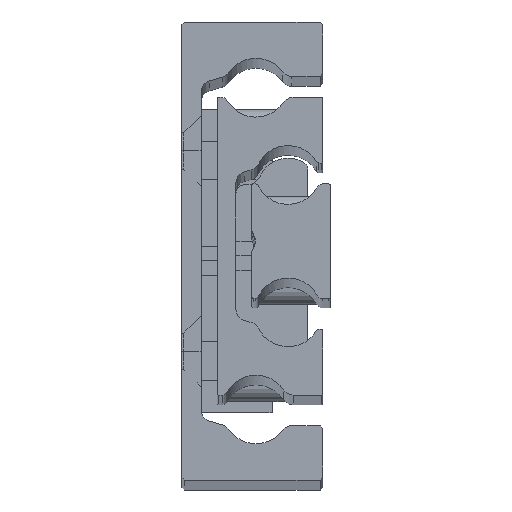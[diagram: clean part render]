
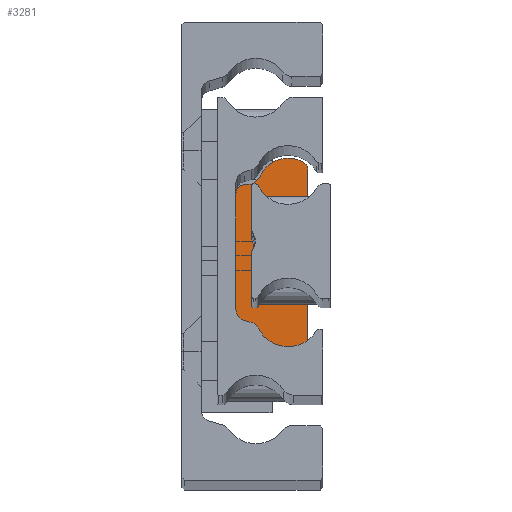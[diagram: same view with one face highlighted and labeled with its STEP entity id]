
A CAD part, top view. The second image highlights one B-rep face of the part: STEP entity #3281.
In plain terms, the highlighted planar face has unit normal (0, 0, 1).
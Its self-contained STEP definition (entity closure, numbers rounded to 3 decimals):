
#39 = ORIENTED_EDGE ( 'NONE', *, *, #1414, .T. ) ;
#166 = EDGE_CURVE ( 'NONE', #3233, #4306, #7894, .T. ) ;
#244 = CARTESIAN_POINT ( 'NONE',  ( 16.149, -0.442, 7.5 ) ) ;
#274 = CIRCLE ( 'NONE', #5583, 1. ) ;
#353 = ORIENTED_EDGE ( 'NONE', *, *, #1663, .T. ) ;
#397 = AXIS2_PLACEMENT_3D ( 'NONE', #4523, #3909, #824 ) ;
#551 = VERTEX_POINT ( 'NONE', #4758 ) ;
#652 = DIRECTION ( 'NONE',  ( 0., 0., 1. ) ) ;
#700 = DIRECTION ( 'NONE',  ( 0., 0., 1. ) ) ;
#721 = CARTESIAN_POINT ( 'NONE',  ( 13.89, -8.249, 7.5 ) ) ;
#762 = ORIENTED_EDGE ( 'NONE', *, *, #6386, .T. ) ;
#787 = VERTEX_POINT ( 'NONE', #1530 ) ;
#824 = DIRECTION ( 'NONE',  ( 1., 0., 0. ) ) ;
#917 = CIRCLE ( 'NONE', #3910, 1.5 ) ;
#952 = AXIS2_PLACEMENT_3D ( 'NONE', #7349, #3142, #4282 ) ;
#980 = ORIENTED_EDGE ( 'NONE', *, *, #3556, .F. ) ;
#1072 = CIRCLE ( 'NONE', #5843, 5.3 ) ;
#1094 = DIRECTION ( 'NONE',  ( 0., 0., 1. ) ) ;
#1364 = DIRECTION ( 'NONE',  ( -1., 0., 0. ) ) ;
#1397 = DIRECTION ( 'NONE',  ( -1., 0., 0. ) ) ;
#1414 = EDGE_CURVE ( 'NONE', #6870, #787, #1072, .T. ) ;
#1530 = CARTESIAN_POINT ( 'NONE',  ( -13.89, -8.249, 7.5 ) ) ;
#1544 = FACE_OUTER_BOUND ( 'NONE', #6016, .T. ) ;
#1578 = VERTEX_POINT ( 'NONE', #244 ) ;
#1595 = DIRECTION ( 'NONE',  ( -1., 0., 0. ) ) ;
#1632 = DIRECTION ( 'NONE',  ( 0., 0., -1. ) ) ;
#1663 = EDGE_CURVE ( 'NONE', #551, #6052, #2289, .T. ) ;
#1690 = CIRCLE ( 'NONE', #2734, 5.3 ) ;
#1822 = DIRECTION ( 'NONE',  ( -1., 0., 0. ) ) ;
#1837 = AXIS2_PLACEMENT_3D ( 'NONE', #6978, #7582, #6281 ) ;
#1981 = VECTOR ( 'NONE', #1595, 1000. ) ;
#2005 = CARTESIAN_POINT ( 'NONE',  ( 10.926, -11., 7.5 ) ) ;
#2045 = CARTESIAN_POINT ( 'NONE',  ( -16.149, -0.442, 7.5 ) ) ;
#2090 = AXIS2_PLACEMENT_3D ( 'NONE', #3389, #1632, #5248 ) ;
#2197 = EDGE_CURVE ( 'NONE', #7496, #6186, #917, .T. ) ;
#2283 = LINE ( 'NONE', #5949, #7515 ) ;
#2289 = LINE ( 'NONE', #3462, #1981 ) ;
#2399 = CARTESIAN_POINT ( 'NONE',  ( 15.319, -1., 7.5 ) ) ;
#2681 = CIRCLE ( 'NONE', #7465, 1.5 ) ;
#2719 = CARTESIAN_POINT ( 'NONE',  ( -10.926, -12.5, 7.5 ) ) ;
#2734 = AXIS2_PLACEMENT_3D ( 'NONE', #7778, #2927, #5919 ) ;
#2857 = CARTESIAN_POINT ( 'NONE',  ( 12.399, -10.536, 7.5 ) ) ;
#2923 = CIRCLE ( 'NONE', #952, 2.5 ) ;
#2927 = DIRECTION ( 'NONE',  ( 0., 0., 1. ) ) ;
#3142 = DIRECTION ( 'NONE',  ( 0., 0., -1. ) ) ;
#3233 = VERTEX_POINT ( 'NONE', #7463 ) ;
#3281 = ADVANCED_FACE ( 'NONE', ( #1544 ), #7015, .T. ) ;
#3389 = CARTESIAN_POINT ( 'NONE',  ( 14.899, -10.536, 7.5 ) ) ;
#3413 = EDGE_CURVE ( 'NONE', #4188, #7460, #2283, .T. ) ;
#3462 = CARTESIAN_POINT ( 'NONE',  ( 15.319, 0., 7.5 ) ) ;
#3483 = ORIENTED_EDGE ( 'NONE', *, *, #7753, .T. ) ;
#3489 = DIRECTION ( 'NONE',  ( -1., 0., 0. ) ) ;
#3556 = EDGE_CURVE ( 'NONE', #7200, #6052, #274, .T. ) ;
#3563 = ORIENTED_EDGE ( 'NONE', *, *, #3413, .T. ) ;
#3909 = DIRECTION ( 'NONE',  ( 0., 0., 1. ) ) ;
#3910 = AXIS2_PLACEMENT_3D ( 'NONE', #8006, #1094, #6056 ) ;
#3949 = CARTESIAN_POINT ( 'NONE',  ( -15.319, 0., 7.5 ) ) ;
#4188 = VERTEX_POINT ( 'NONE', #2719 ) ;
#4282 = DIRECTION ( 'NONE',  ( -1., 0., 0. ) ) ;
#4288 = VERTEX_POINT ( 'NONE', #721 ) ;
#4306 = VERTEX_POINT ( 'NONE', #2857 ) ;
#4329 = DIRECTION ( 'NONE',  ( 0., 0., -1. ) ) ;
#4451 = CARTESIAN_POINT ( 'NONE',  ( -12.426, -11., 7.5 ) ) ;
#4523 = CARTESIAN_POINT ( 'NONE',  ( 15.319, -1., 7.5 ) ) ;
#4572 = EDGE_CURVE ( 'NONE', #6186, #4188, #2681, .T. ) ;
#4691 = CIRCLE ( 'NONE', #2090, 2.5 ) ;
#4720 = DIRECTION ( 'NONE',  ( 1., 0., 0. ) ) ;
#4758 = CARTESIAN_POINT ( 'NONE',  ( 15.319, 0., 7.5 ) ) ;
#4902 = ORIENTED_EDGE ( 'NONE', *, *, #4572, .T. ) ;
#4954 = EDGE_CURVE ( 'NONE', #7200, #6870, #1690, .T. ) ;
#4964 = DIRECTION ( 'NONE',  ( -1., 0., 0. ) ) ;
#5048 = ORIENTED_EDGE ( 'NONE', *, *, #6674, .T. ) ;
#5106 = ORIENTED_EDGE ( 'NONE', *, *, #7296, .T. ) ;
#5248 = DIRECTION ( 'NONE',  ( -1., 0., 0. ) ) ;
#5372 = CARTESIAN_POINT ( 'NONE',  ( -17.051, -3.4, 7.5 ) ) ;
#5459 = AXIS2_PLACEMENT_3D ( 'NONE', #2399, #7168, #3489 ) ;
#5583 = AXIS2_PLACEMENT_3D ( 'NONE', #6149, #4329, #1822 ) ;
#5631 = CARTESIAN_POINT ( 'NONE',  ( -12.416, -10.826, 7.5 ) ) ;
#5745 = CIRCLE ( 'NONE', #7169, 1.5 ) ;
#5810 = CIRCLE ( 'NONE', #7498, 5.3 ) ;
#5843 = AXIS2_PLACEMENT_3D ( 'NONE', #7467, #652, #1364 ) ;
#5860 = ORIENTED_EDGE ( 'NONE', *, *, #166, .T. ) ;
#5919 = DIRECTION ( 'NONE',  ( -1., 0., 0. ) ) ;
#5949 = CARTESIAN_POINT ( 'NONE',  ( 15.319, -12.5, 7.5 ) ) ;
#6016 = EDGE_LOOP ( 'NONE', ( #5860, #5106, #5048, #3483, #353, #980, #7422, #39, #7246, #6288, #4902, #3563, #762 ) ) ;
#6052 = VERTEX_POINT ( 'NONE', #3949 ) ;
#6056 = DIRECTION ( 'NONE',  ( -1., 0., 0. ) ) ;
#6149 = CARTESIAN_POINT ( 'NONE',  ( -15.319, -1., 7.5 ) ) ;
#6186 = VERTEX_POINT ( 'NONE', #4451 ) ;
#6281 = DIRECTION ( 'NONE',  ( -1., 0., 0. ) ) ;
#6288 = ORIENTED_EDGE ( 'NONE', *, *, #2197, .T. ) ;
#6293 = EDGE_CURVE ( 'NONE', #787, #7496, #2923, .T. ) ;
#6386 = EDGE_CURVE ( 'NONE', #7460, #3233, #5745, .T. ) ;
#6674 = EDGE_CURVE ( 'NONE', #4288, #1578, #5810, .T. ) ;
#6756 = DIRECTION ( 'NONE',  ( -1., 0., 0. ) ) ;
#6831 = DIRECTION ( 'NONE',  ( 0., 0., 1. ) ) ;
#6870 = VERTEX_POINT ( 'NONE', #5372 ) ;
#6978 = CARTESIAN_POINT ( 'NONE',  ( 14.899, -10.536, 7.5 ) ) ;
#7015 = PLANE ( 'NONE',  #397 ) ;
#7168 = DIRECTION ( 'NONE',  ( 0., 0., 1. ) ) ;
#7169 = AXIS2_PLACEMENT_3D ( 'NONE', #2005, #7500, #1397 ) ;
#7200 = VERTEX_POINT ( 'NONE', #2045 ) ;
#7246 = ORIENTED_EDGE ( 'NONE', *, *, #6293, .T. ) ;
#7296 = EDGE_CURVE ( 'NONE', #4306, #4288, #4691, .T. ) ;
#7349 = CARTESIAN_POINT ( 'NONE',  ( -14.899, -10.536, 7.5 ) ) ;
#7392 = CARTESIAN_POINT ( 'NONE',  ( -10.926, -11., 7.5 ) ) ;
#7409 = CARTESIAN_POINT ( 'NONE',  ( 11.751, -3.4, 7.5 ) ) ;
#7422 = ORIENTED_EDGE ( 'NONE', *, *, #4954, .T. ) ;
#7460 = VERTEX_POINT ( 'NONE', #7858 ) ;
#7463 = CARTESIAN_POINT ( 'NONE',  ( 12.416, -10.826, 7.5 ) ) ;
#7465 = AXIS2_PLACEMENT_3D ( 'NONE', #7392, #700, #4964 ) ;
#7467 = CARTESIAN_POINT ( 'NONE',  ( -11.751, -3.4, 7.5 ) ) ;
#7496 = VERTEX_POINT ( 'NONE', #5631 ) ;
#7498 = AXIS2_PLACEMENT_3D ( 'NONE', #7409, #6831, #6756 ) ;
#7500 = DIRECTION ( 'NONE',  ( 0., 0., 1. ) ) ;
#7515 = VECTOR ( 'NONE', #4720, 1000. ) ;
#7582 = DIRECTION ( 'NONE',  ( 0., 0., -1. ) ) ;
#7654 = CIRCLE ( 'NONE', #5459, 1. ) ;
#7753 = EDGE_CURVE ( 'NONE', #1578, #551, #7654, .T. ) ;
#7778 = CARTESIAN_POINT ( 'NONE',  ( -11.751, -3.4, 7.5 ) ) ;
#7858 = CARTESIAN_POINT ( 'NONE',  ( 10.926, -12.5, 7.5 ) ) ;
#7894 = CIRCLE ( 'NONE', #1837, 2.5 ) ;
#8006 = CARTESIAN_POINT ( 'NONE',  ( -10.926, -11., 7.5 ) ) ;
